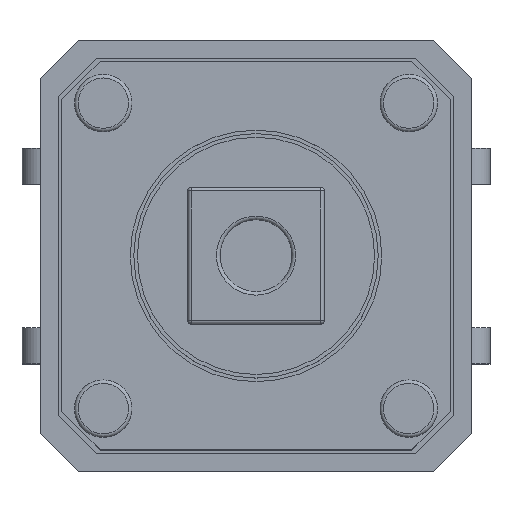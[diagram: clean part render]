
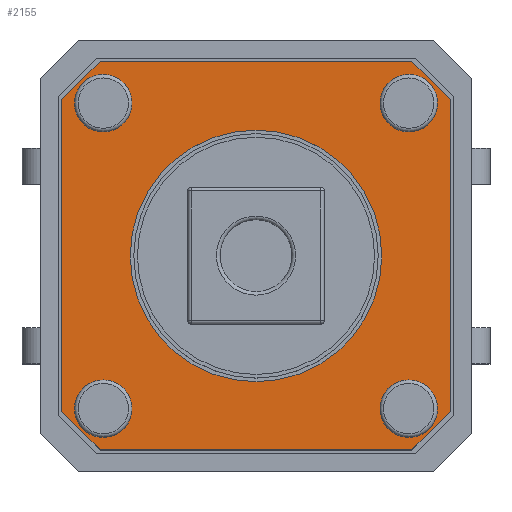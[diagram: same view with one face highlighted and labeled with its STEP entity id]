
A CAD part, top view. The second image highlights one B-rep face of the part: STEP entity #2155.
In plain terms, the highlighted planar face has unit normal (0, 0, 1).
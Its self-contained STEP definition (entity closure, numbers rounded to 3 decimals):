
#1956 = VERTEX_POINT('',#1957);
#1957 = CARTESIAN_POINT('',(-5.4,4.339,3.3));
#1963 = EDGE_CURVE('',#1956,#1964,#1966,.T.);
#1964 = VERTEX_POINT('',#1965);
#1965 = CARTESIAN_POINT('',(-4.339,5.4,3.3));
#1966 = LINE('',#1967,#1968);
#1967 = CARTESIAN_POINT('',(-5.4,4.339,3.3));
#1968 = VECTOR('',#1969,1.);
#1969 = DIRECTION('',(0.707,0.707,0.));
#1996 = VERTEX_POINT('',#1997);
#1997 = CARTESIAN_POINT('',(-5.4,-4.339,3.3));
#2003 = EDGE_CURVE('',#1996,#1956,#2004,.T.);
#2004 = LINE('',#2005,#2006);
#2005 = CARTESIAN_POINT('',(-5.4,-4.339,3.3));
#2006 = VECTOR('',#2007,1.);
#2007 = DIRECTION('',(0.,1.,0.));
#2025 = EDGE_CURVE('',#1964,#2026,#2028,.T.);
#2026 = VERTEX_POINT('',#2027);
#2027 = CARTESIAN_POINT('',(4.339,5.4,3.3));
#2028 = LINE('',#2029,#2030);
#2029 = CARTESIAN_POINT('',(-4.339,5.4,3.3));
#2030 = VECTOR('',#2031,1.);
#2031 = DIRECTION('',(1.,0.,0.));
#2155 = ADVANCED_FACE('',(#2156,#2199,#2210,#2221,#2232,#2243),#2254,.F.
  );
#2156 = FACE_BOUND('',#2157,.F.);
#2157 = EDGE_LOOP('',(#2158,#2159,#2160,#2168,#2176,#2184,#2192,#2198));
#2158 = ORIENTED_EDGE('',*,*,#1963,.T.);
#2159 = ORIENTED_EDGE('',*,*,#2025,.T.);
#2160 = ORIENTED_EDGE('',*,*,#2161,.T.);
#2161 = EDGE_CURVE('',#2026,#2162,#2164,.T.);
#2162 = VERTEX_POINT('',#2163);
#2163 = CARTESIAN_POINT('',(5.4,4.339,3.3));
#2164 = LINE('',#2165,#2166);
#2165 = CARTESIAN_POINT('',(4.339,5.4,3.3));
#2166 = VECTOR('',#2167,1.);
#2167 = DIRECTION('',(0.707,-0.707,0.));
#2168 = ORIENTED_EDGE('',*,*,#2169,.T.);
#2169 = EDGE_CURVE('',#2162,#2170,#2172,.T.);
#2170 = VERTEX_POINT('',#2171);
#2171 = CARTESIAN_POINT('',(5.4,-4.339,3.3));
#2172 = LINE('',#2173,#2174);
#2173 = CARTESIAN_POINT('',(5.4,4.339,3.3));
#2174 = VECTOR('',#2175,1.);
#2175 = DIRECTION('',(0.,-1.,0.));
#2176 = ORIENTED_EDGE('',*,*,#2177,.T.);
#2177 = EDGE_CURVE('',#2170,#2178,#2180,.T.);
#2178 = VERTEX_POINT('',#2179);
#2179 = CARTESIAN_POINT('',(4.339,-5.4,3.3));
#2180 = LINE('',#2181,#2182);
#2181 = CARTESIAN_POINT('',(5.4,-4.339,3.3));
#2182 = VECTOR('',#2183,1.);
#2183 = DIRECTION('',(-0.707,-0.707,0.));
#2184 = ORIENTED_EDGE('',*,*,#2185,.T.);
#2185 = EDGE_CURVE('',#2178,#2186,#2188,.T.);
#2186 = VERTEX_POINT('',#2187);
#2187 = CARTESIAN_POINT('',(-4.339,-5.4,3.3));
#2188 = LINE('',#2189,#2190);
#2189 = CARTESIAN_POINT('',(4.339,-5.4,3.3));
#2190 = VECTOR('',#2191,1.);
#2191 = DIRECTION('',(-1.,0.,0.));
#2192 = ORIENTED_EDGE('',*,*,#2193,.T.);
#2193 = EDGE_CURVE('',#2186,#1996,#2194,.T.);
#2194 = LINE('',#2195,#2196);
#2195 = CARTESIAN_POINT('',(-4.339,-5.4,3.3));
#2196 = VECTOR('',#2197,1.);
#2197 = DIRECTION('',(-0.707,0.707,0.));
#2198 = ORIENTED_EDGE('',*,*,#2003,.T.);
#2199 = FACE_BOUND('',#2200,.F.);
#2200 = EDGE_LOOP('',(#2201));
#2201 = ORIENTED_EDGE('',*,*,#2202,.T.);
#2202 = EDGE_CURVE('',#2203,#2203,#2205,.T.);
#2203 = VERTEX_POINT('',#2204);
#2204 = CARTESIAN_POINT('',(3.5,0.,3.3));
#2205 = CIRCLE('',#2206,3.5);
#2206 = AXIS2_PLACEMENT_3D('',#2207,#2208,#2209);
#2207 = CARTESIAN_POINT('',(0.,0.,3.3));
#2208 = DIRECTION('',(0.,0.,1.));
#2209 = DIRECTION('',(1.,0.,0.));
#2210 = FACE_BOUND('',#2211,.F.);
#2211 = EDGE_LOOP('',(#2212));
#2212 = ORIENTED_EDGE('',*,*,#2213,.T.);
#2213 = EDGE_CURVE('',#2214,#2214,#2216,.T.);
#2214 = VERTEX_POINT('',#2215);
#2215 = CARTESIAN_POINT('',(-3.55,-4.25,3.3));
#2216 = CIRCLE('',#2217,0.7);
#2217 = AXIS2_PLACEMENT_3D('',#2218,#2219,#2220);
#2218 = CARTESIAN_POINT('',(-4.25,-4.25,3.3));
#2219 = DIRECTION('',(0.,0.,1.));
#2220 = DIRECTION('',(1.,0.,0.));
#2221 = FACE_BOUND('',#2222,.F.);
#2222 = EDGE_LOOP('',(#2223));
#2223 = ORIENTED_EDGE('',*,*,#2224,.T.);
#2224 = EDGE_CURVE('',#2225,#2225,#2227,.T.);
#2225 = VERTEX_POINT('',#2226);
#2226 = CARTESIAN_POINT('',(-3.55,4.25,3.3));
#2227 = CIRCLE('',#2228,0.7);
#2228 = AXIS2_PLACEMENT_3D('',#2229,#2230,#2231);
#2229 = CARTESIAN_POINT('',(-4.25,4.25,3.3));
#2230 = DIRECTION('',(0.,0.,1.));
#2231 = DIRECTION('',(1.,0.,0.));
#2232 = FACE_BOUND('',#2233,.F.);
#2233 = EDGE_LOOP('',(#2234));
#2234 = ORIENTED_EDGE('',*,*,#2235,.T.);
#2235 = EDGE_CURVE('',#2236,#2236,#2238,.T.);
#2236 = VERTEX_POINT('',#2237);
#2237 = CARTESIAN_POINT('',(4.95,-4.25,3.3));
#2238 = CIRCLE('',#2239,0.7);
#2239 = AXIS2_PLACEMENT_3D('',#2240,#2241,#2242);
#2240 = CARTESIAN_POINT('',(4.25,-4.25,3.3));
#2241 = DIRECTION('',(0.,0.,1.));
#2242 = DIRECTION('',(1.,0.,0.));
#2243 = FACE_BOUND('',#2244,.F.);
#2244 = EDGE_LOOP('',(#2245));
#2245 = ORIENTED_EDGE('',*,*,#2246,.T.);
#2246 = EDGE_CURVE('',#2247,#2247,#2249,.T.);
#2247 = VERTEX_POINT('',#2248);
#2248 = CARTESIAN_POINT('',(4.95,4.25,3.3));
#2249 = CIRCLE('',#2250,0.7);
#2250 = AXIS2_PLACEMENT_3D('',#2251,#2252,#2253);
#2251 = CARTESIAN_POINT('',(4.25,4.25,3.3));
#2252 = DIRECTION('',(0.,0.,1.));
#2253 = DIRECTION('',(1.,0.,0.));
#2254 = PLANE('',#2255);
#2255 = AXIS2_PLACEMENT_3D('',#2256,#2257,#2258);
#2256 = CARTESIAN_POINT('',(0.,0.,3.3));
#2257 = DIRECTION('',(-0.,-0.,-1.));
#2258 = DIRECTION('',(0.,-1.,0.));
